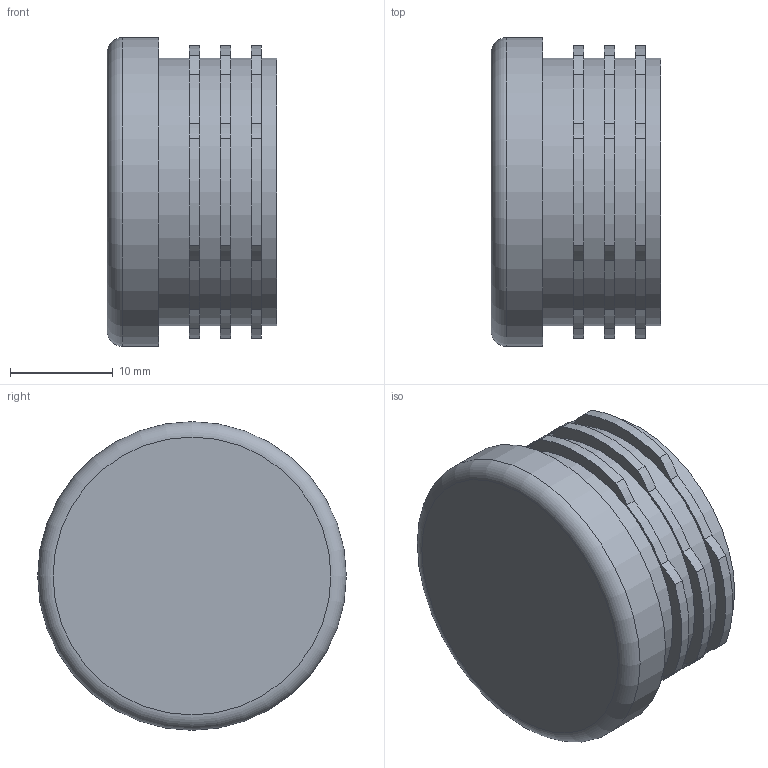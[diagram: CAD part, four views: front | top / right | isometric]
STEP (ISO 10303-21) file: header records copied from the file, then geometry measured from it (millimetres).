
FILE_DESCRIPTION( ( 'STEP AP214' ), '1' );
FILE_NAME( 'K0494.030200.stp', '2020-12-08T10:34:23', ( '' ), ( '' ), ' ', 'PARTsolutions', ' ' );
FILE_SCHEMA( ( 'AUTOMOTIVE_DESIGN { 1 0 10303 214 1 1 1 1 }' ) );
Length unit declared in the file: millimetre
Products named in the file (1): _K0494.030200
Bounding box: 16.5 x 30 x 30 mm (x, y, z)
Volume: 5430.6 mm3; surface area: 3991.8 mm2
Topology: 1 solids, 1 shells, 65 faces, 164 edges, 109 vertices
Faces by surface type: cylinder 54, plane 10, torus 1
Full cylindrical faces by diameter (mm): 22 x1, 26 x4, 30 x1
Entity records: 2520 total; most frequent: DIRECTION 398, CARTESIAN_POINT 332, ORIENTED_EDGE 314, AXIS2_PLACEMENT_3D 175, EDGE_CURVE 157, VERTEX_POINT 109, CIRCLE 109, EDGE_LOOP 80
